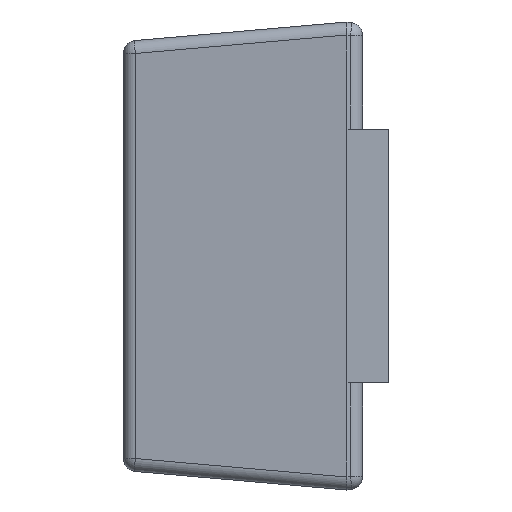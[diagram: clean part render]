
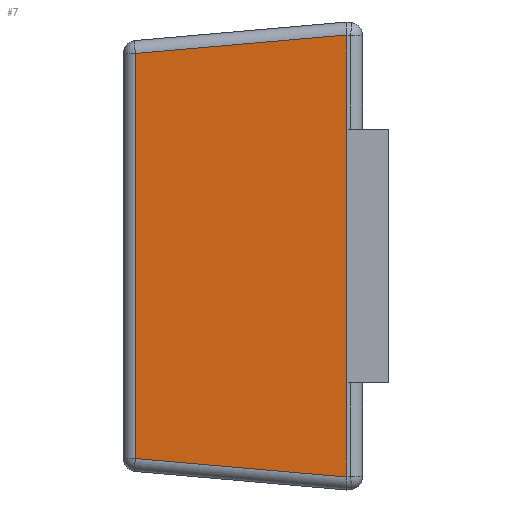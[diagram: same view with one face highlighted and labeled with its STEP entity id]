
A CAD part, left-side view. The second image highlights one B-rep face of the part: STEP entity #7.
In plain terms, the highlighted planar face has unit normal (-0.996, 0.087, 0).
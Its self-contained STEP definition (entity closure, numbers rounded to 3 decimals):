
#7 = ADVANCED_FACE ( 'NONE', ( #1293 ), #873, .T. ) ;
#66 = ORIENTED_EDGE ( 'NONE', *, *, #1575, .T. ) ;
#75 = CARTESIAN_POINT ( 'NONE',  ( -1.329, 0.974, -0.779 ) ) ;
#87 = CARTESIAN_POINT ( 'NONE',  ( -1.4, 0.16, 0.9 ) ) ;
#94 = AXIS2_PLACEMENT_3D ( 'NONE', #1447, #1408, #1112 ) ;
#103 = DIRECTION ( 'NONE',  ( 0., 0., 1. ) ) ;
#120 = LINE ( 'NONE', #241, #1697 ) ;
#203 = VERTEX_POINT ( 'NONE', #225 ) ;
#204 = VECTOR ( 'NONE', #227, 1000. ) ;
#225 = CARTESIAN_POINT ( 'NONE',  ( -1.4, 0.16, 0.85 ) ) ;
#227 = DIRECTION ( 'NONE',  ( -0.087, -0.992, -0.087 ) ) ;
#241 = CARTESIAN_POINT ( 'NONE',  ( -1.4, 0.16, 0.9 ) ) ;
#292 = ORIENTED_EDGE ( 'NONE', *, *, #1335, .T. ) ;
#319 = CARTESIAN_POINT ( 'NONE',  ( -1.4, 0.16, 0.488 ) ) ;
#369 = DIRECTION ( 'NONE',  ( 0., 0., 1. ) ) ;
#381 = VECTOR ( 'NONE', #369, 1000. ) ;
#416 = ORIENTED_EDGE ( 'NONE', *, *, #1474, .T. ) ;
#501 = LINE ( 'NONE', #1242, #381 ) ;
#578 = LINE ( 'NONE', #1152, #1139 ) ;
#598 = VECTOR ( 'NONE', #103, 1000. ) ;
#634 = VECTOR ( 'NONE', #891, 1000. ) ;
#695 = DIRECTION ( 'NONE',  ( 0., 0., 1. ) ) ;
#719 = VERTEX_POINT ( 'NONE', #788 ) ;
#762 = VERTEX_POINT ( 'NONE', #319 ) ;
#788 = CARTESIAN_POINT ( 'NONE',  ( -1.4, 0.16, -0.85 ) ) ;
#832 = ORIENTED_EDGE ( 'NONE', *, *, #998, .T. ) ;
#873 = PLANE ( 'NONE',  #94 ) ;
#891 = DIRECTION ( 'NONE',  ( 0.087, 0.992, -0.087 ) ) ;
#946 = CARTESIAN_POINT ( 'NONE',  ( -1.387, 0.311, -0.837 ) ) ;
#960 = ORIENTED_EDGE ( 'NONE', *, *, #1794, .T. ) ;
#974 = LINE ( 'NONE', #87, #598 ) ;
#998 = EDGE_CURVE ( 'NONE', #1247, #1573, #578, .T. ) ;
#1112 = DIRECTION ( 'NONE',  ( -0.087, -0.996, 0. ) ) ;
#1139 = VECTOR ( 'NONE', #1594, 1000. ) ;
#1152 = CARTESIAN_POINT ( 'NONE',  ( -1.329, 0.974, -0.825 ) ) ;
#1242 = CARTESIAN_POINT ( 'NONE',  ( -1.4, 0.16, 0.9 ) ) ;
#1247 = VERTEX_POINT ( 'NONE', #1496 ) ;
#1256 = CARTESIAN_POINT ( 'NONE',  ( -1.4, 0.16, -0.487 ) ) ;
#1272 = EDGE_CURVE ( 'NONE', #1683, #762, #974, .T. ) ;
#1293 = FACE_OUTER_BOUND ( 'NONE', #1514, .T. ) ;
#1303 = CARTESIAN_POINT ( 'NONE',  ( -1.4, 0.156, 0.851 ) ) ;
#1335 = EDGE_CURVE ( 'NONE', #762, #203, #120, .T. ) ;
#1408 = DIRECTION ( 'NONE',  ( -0.996, 0.087, 0. ) ) ;
#1445 = LINE ( 'NONE', #1303, #634 ) ;
#1447 = CARTESIAN_POINT ( 'NONE',  ( -1.4, 0.16, 0.9 ) ) ;
#1474 = EDGE_CURVE ( 'NONE', #1573, #719, #1682, .T. ) ;
#1496 = CARTESIAN_POINT ( 'NONE',  ( -1.329, 0.974, 0.779 ) ) ;
#1514 = EDGE_LOOP ( 'NONE', ( #832, #416, #66, #1566, #292, #960 ) ) ;
#1566 = ORIENTED_EDGE ( 'NONE', *, *, #1272, .T. ) ;
#1573 = VERTEX_POINT ( 'NONE', #75 ) ;
#1575 = EDGE_CURVE ( 'NONE', #719, #1683, #501, .T. ) ;
#1594 = DIRECTION ( 'NONE',  ( 0., 0., -1. ) ) ;
#1682 = LINE ( 'NONE', #946, #204 ) ;
#1683 = VERTEX_POINT ( 'NONE', #1256 ) ;
#1697 = VECTOR ( 'NONE', #695, 1000. ) ;
#1794 = EDGE_CURVE ( 'NONE', #203, #1247, #1445, .T. ) ;
